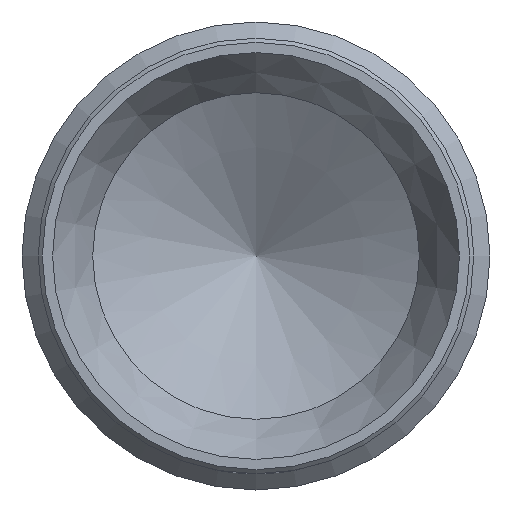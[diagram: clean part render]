
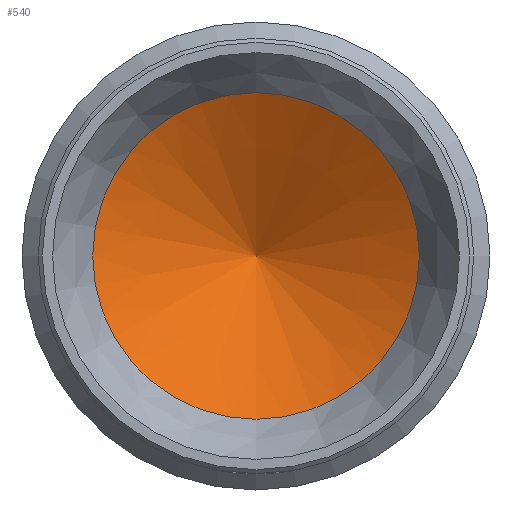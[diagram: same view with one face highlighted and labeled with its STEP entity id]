
A CAD part, front view. The second image highlights one B-rep face of the part: STEP entity #540.
In plain terms, the highlighted conical face has half-angle 60 degrees and reference radius 0.997 mm.
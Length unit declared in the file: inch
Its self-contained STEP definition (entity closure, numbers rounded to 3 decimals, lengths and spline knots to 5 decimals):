
#120 = EDGE_LOOP ( 'NONE', ( #1311 ) ) ;
#317 = CARTESIAN_POINT ( 'NONE',  ( 0., -0.3211, 0. ) ) ;
#540 = ADVANCED_FACE ( 'NONE', ( #877 ), #4604, .F. ) ;
#877 = FACE_OUTER_BOUND ( 'NONE', #120, .T. ) ;
#957 = VERTEX_POINT ( 'NONE', #1402 ) ;
#1311 = ORIENTED_EDGE ( 'NONE', *, *, #4738, .T. ) ;
#1402 = CARTESIAN_POINT ( 'NONE',  ( 0., -0.3211, 0.03925 ) ) ;
#1828 = AXIS2_PLACEMENT_3D ( 'NONE', #317, #3400, #3023 ) ;
#1884 = DIRECTION ( 'NONE',  ( 0., -1., 0. ) ) ;
#2189 = AXIS2_PLACEMENT_3D ( 'NONE', #2407, #1884, #2321 ) ;
#2321 = DIRECTION ( 'NONE',  ( 0., 0., 1. ) ) ;
#2407 = CARTESIAN_POINT ( 'NONE',  ( 0., -0.3211, 0. ) ) ;
#3023 = DIRECTION ( 'NONE',  ( 0., 0., 1. ) ) ;
#3348 = CIRCLE ( 'NONE', #1828, 0.03925 ) ;
#3400 = DIRECTION ( 'NONE',  ( 0., -1., 0. ) ) ;
#4604 = CONICAL_SURFACE ( 'NONE', #2189, 0.03925, 1.047 ) ;
#4738 = EDGE_CURVE ( 'NONE', #957, #957, #3348, .T. ) ;
